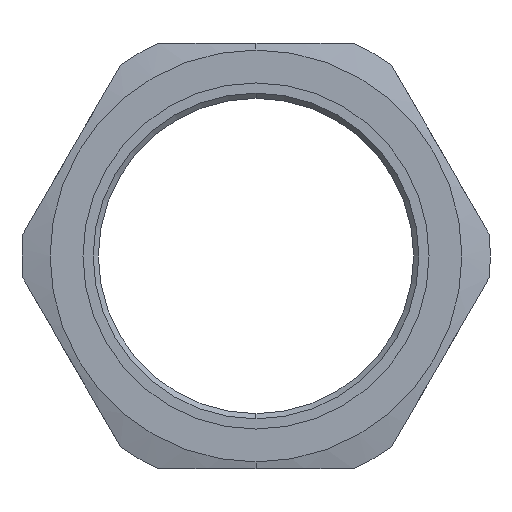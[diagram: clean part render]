
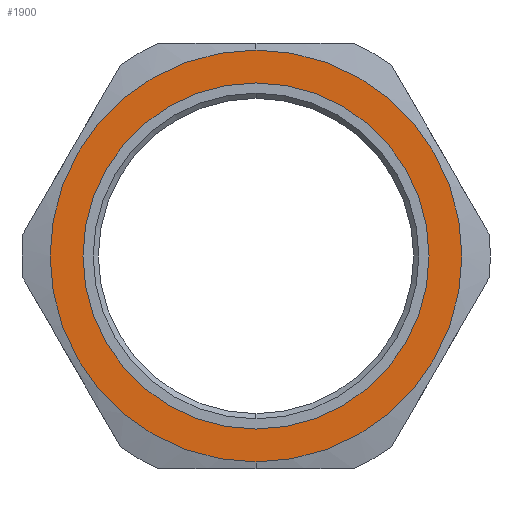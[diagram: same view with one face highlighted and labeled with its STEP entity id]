
A CAD part, left-side view. The second image highlights one B-rep face of the part: STEP entity #1900.
In plain terms, the highlighted planar face has unit normal (-1, 0, 0).
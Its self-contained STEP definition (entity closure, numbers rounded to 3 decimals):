
#61 = EDGE_CURVE ( 'NONE', #934, #1037, #1143, .T. ) ;
#63 = DIRECTION ( 'NONE',  ( 0., 0., -1. ) ) ;
#169 = ORIENTED_EDGE ( 'NONE', *, *, #1957, .T. ) ;
#196 = CIRCLE ( 'NONE', #736, 59.5 ) ;
#197 = DIRECTION ( 'NONE',  ( 1., 0., 0. ) ) ;
#205 = DIRECTION ( 'NONE',  ( 1., 0., 0. ) ) ;
#211 = CARTESIAN_POINT ( 'NONE',  ( 24.3, 0., 0. ) ) ;
#376 = CARTESIAN_POINT ( 'NONE',  ( 24.3, 0., 50. ) ) ;
#385 = CARTESIAN_POINT ( 'NONE',  ( 24.3, 0., 0. ) ) ;
#401 = CARTESIAN_POINT ( 'NONE',  ( 24.3, 0., 0. ) ) ;
#444 = EDGE_LOOP ( 'NONE', ( #169, #2142 ) ) ;
#513 = PLANE ( 'NONE',  #1043 ) ;
#530 = FACE_OUTER_BOUND ( 'NONE', #1199, .T. ) ;
#533 = CARTESIAN_POINT ( 'NONE',  ( 24.3, 50., 0. ) ) ;
#665 = DIRECTION ( 'NONE',  ( 1., 0., 0. ) ) ;
#695 = CIRCLE ( 'NONE', #1626, 50. ) ;
#723 = CARTESIAN_POINT ( 'NONE',  ( 24.3, 0., -59.5 ) ) ;
#736 = AXIS2_PLACEMENT_3D ( 'NONE', #401, #1750, #1935 ) ;
#886 = DIRECTION ( 'NONE',  ( 0., 0., -1. ) ) ;
#908 = VERTEX_POINT ( 'NONE', #723 ) ;
#934 = VERTEX_POINT ( 'NONE', #376 ) ;
#953 = AXIS2_PLACEMENT_3D ( 'NONE', #1681, #665, #998 ) ;
#980 = EDGE_CURVE ( 'NONE', #1723, #908, #196, .T. ) ;
#998 = DIRECTION ( 'NONE',  ( 0., 0., -1. ) ) ;
#1030 = FACE_BOUND ( 'NONE', #444, .T. ) ;
#1037 = VERTEX_POINT ( 'NONE', #1422 ) ;
#1043 = AXIS2_PLACEMENT_3D ( 'NONE', #533, #1889, #886 ) ;
#1143 = CIRCLE ( 'NONE', #953, 50. ) ;
#1145 = CIRCLE ( 'NONE', #1234, 59.5 ) ;
#1199 = EDGE_LOOP ( 'NONE', ( #2154, #1470 ) ) ;
#1234 = AXIS2_PLACEMENT_3D ( 'NONE', #385, #197, #1716 ) ;
#1422 = CARTESIAN_POINT ( 'NONE',  ( 24.3, 0., -50. ) ) ;
#1434 = EDGE_CURVE ( 'NONE', #908, #1723, #1145, .T. ) ;
#1448 = CARTESIAN_POINT ( 'NONE',  ( 24.3, 0., 59.5 ) ) ;
#1470 = ORIENTED_EDGE ( 'NONE', *, *, #980, .F. ) ;
#1626 = AXIS2_PLACEMENT_3D ( 'NONE', #211, #205, #63 ) ;
#1681 = CARTESIAN_POINT ( 'NONE',  ( 24.3, 0., 0. ) ) ;
#1716 = DIRECTION ( 'NONE',  ( 0., 0., -1. ) ) ;
#1723 = VERTEX_POINT ( 'NONE', #1448 ) ;
#1750 = DIRECTION ( 'NONE',  ( 1., 0., 0. ) ) ;
#1889 = DIRECTION ( 'NONE',  ( 1., 0., 0. ) ) ;
#1900 = ADVANCED_FACE ( 'NONE', ( #530, #1030 ), #513, .F. ) ;
#1935 = DIRECTION ( 'NONE',  ( 0., 0., -1. ) ) ;
#1957 = EDGE_CURVE ( 'NONE', #1037, #934, #695, .T. ) ;
#2142 = ORIENTED_EDGE ( 'NONE', *, *, #61, .T. ) ;
#2154 = ORIENTED_EDGE ( 'NONE', *, *, #1434, .F. ) ;
